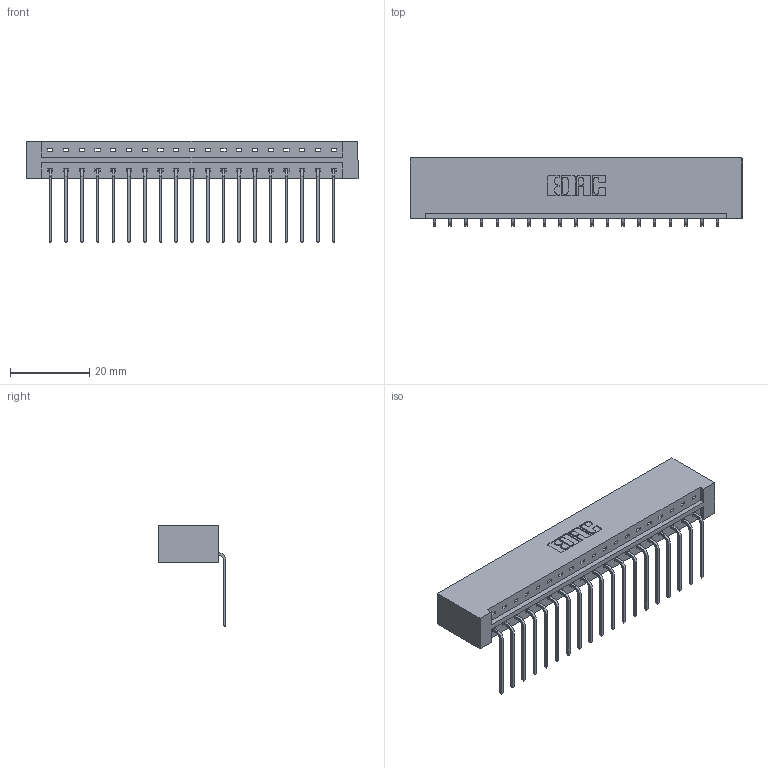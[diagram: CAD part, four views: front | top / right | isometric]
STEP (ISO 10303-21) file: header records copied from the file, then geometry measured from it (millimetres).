
FILE_DESCRIPTION (( 'STEP AP203' ), '1' );
FILE_NAME ('833-019-559-101.STEP', '2020-06-01T01:00:36', ( '' ), ( '' ), 'SwSTEP 2.0', 'SolidWorks 2020', '' );
FILE_SCHEMA (( 'CONFIG_CONTROL_DESIGN' ));
Length unit declared in the file: inch
Products named in the file (3): 833-019-559-101; 833 Part_Lugless; 345-292-001_558 559 Tail - 1
Assembly tree (20 placements, depth 2):
  833-019-559-101
    833 Part_Lugless
    345-292-001_558 559 Tail - 1  x19
Bounding box: 83.54 x 17.09 x 25.53 mm (x, y, z)
Volume: 8884.8 mm3; surface area: 9807.3 mm2
Topology: 20 solids, 20 shells, 1246 faces, 3745 edges, 2470 vertices
Faces by surface type: plane 902, cylinder 344
Entity records: 14397 total; most frequent: CARTESIAN_POINT 2495, ORIENTED_EDGE 2450, DIRECTION 2143, EDGE_CURVE 1225, VECTOR 1105, LINE 1105, VERTEX_POINT 814, AXIS2_PLACEMENT_3D 519
